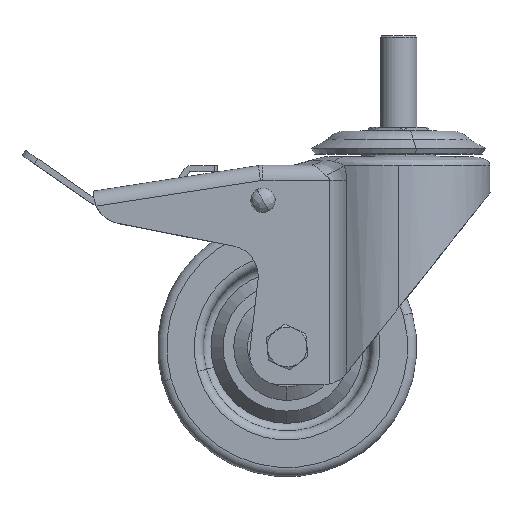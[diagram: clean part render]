
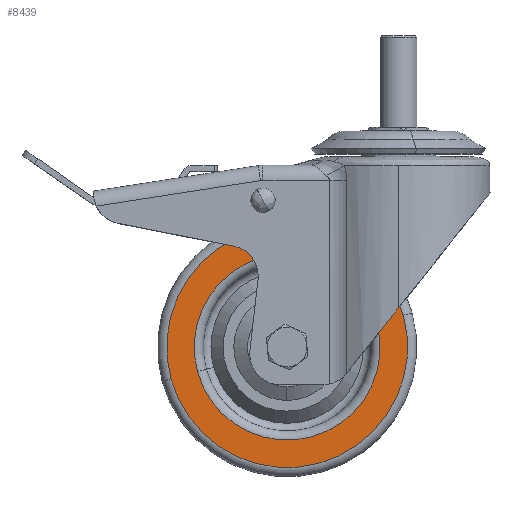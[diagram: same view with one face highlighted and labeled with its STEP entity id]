
A CAD part, top view. The second image highlights one B-rep face of the part: STEP entity #8439.
In plain terms, the highlighted planar face has unit normal (0, 0, 1).
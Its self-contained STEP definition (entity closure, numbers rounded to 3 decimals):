
#194 = DIRECTION ( 'NONE',  ( 1., 0., 0. ) ) ;
#774 = EDGE_CURVE ( 'NONE', #788, #5672, #7076, .T. ) ;
#788 = VERTEX_POINT ( 'NONE', #3828 ) ;
#803 = EDGE_LOOP ( 'NONE', ( #12689, #10099 ) ) ;
#1054 = ORIENTED_EDGE ( 'NONE', *, *, #5467, .T. ) ;
#1282 = CIRCLE ( 'NONE', #1869, 30.5 ) ;
#1813 = CARTESIAN_POINT ( 'NONE',  ( 0., 0., 11. ) ) ;
#1869 = AXIS2_PLACEMENT_3D ( 'NONE', #6510, #11810, #194 ) ;
#2006 = DIRECTION ( 'NONE',  ( 1., 0., 0. ) ) ;
#2647 = VERTEX_POINT ( 'NONE', #6712 ) ;
#3055 = CARTESIAN_POINT ( 'NONE',  ( 0., 0., 11. ) ) ;
#3828 = CARTESIAN_POINT ( 'NONE',  ( -39.5, 0., 11. ) ) ;
#4102 = DIRECTION ( 'NONE',  ( 0., 0., -1. ) ) ;
#4160 = DIRECTION ( 'NONE',  ( 1., 0., 0. ) ) ;
#5467 = EDGE_CURVE ( 'NONE', #5672, #788, #7514, .T. ) ;
#5544 = EDGE_CURVE ( 'NONE', #9423, #2647, #1282, .T. ) ;
#5672 = VERTEX_POINT ( 'NONE', #9552 ) ;
#6474 = FACE_BOUND ( 'NONE', #803, .T. ) ;
#6510 = CARTESIAN_POINT ( 'NONE',  ( 0., 0., 11. ) ) ;
#6712 = CARTESIAN_POINT ( 'NONE',  ( -30.5, 0., 11. ) ) ;
#7076 = CIRCLE ( 'NONE', #8044, 39.5 ) ;
#7211 = DIRECTION ( 'NONE',  ( 0., 0., 1. ) ) ;
#7424 = EDGE_CURVE ( 'NONE', #2647, #9423, #7978, .T. ) ;
#7514 = CIRCLE ( 'NONE', #13547, 39.5 ) ;
#7797 = ORIENTED_EDGE ( 'NONE', *, *, #774, .T. ) ;
#7950 = FACE_OUTER_BOUND ( 'NONE', #9346, .T. ) ;
#7978 = CIRCLE ( 'NONE', #13391, 30.5 ) ;
#8044 = AXIS2_PLACEMENT_3D ( 'NONE', #10060, #7211, #2006 ) ;
#8302 = AXIS2_PLACEMENT_3D ( 'NONE', #1813, #10242, #11225 ) ;
#8387 = DIRECTION ( 'NONE',  ( 0., 0., 1. ) ) ;
#8439 = ADVANCED_FACE ( 'NONE', ( #6474, #7950 ), #11129, .T. ) ;
#9346 = EDGE_LOOP ( 'NONE', ( #1054, #7797 ) ) ;
#9423 = VERTEX_POINT ( 'NONE', #13243 ) ;
#9552 = CARTESIAN_POINT ( 'NONE',  ( 39.5, 0., 11. ) ) ;
#10060 = CARTESIAN_POINT ( 'NONE',  ( 0., 0., 11. ) ) ;
#10099 = ORIENTED_EDGE ( 'NONE', *, *, #7424, .T. ) ;
#10242 = DIRECTION ( 'NONE',  ( 0., 0., 1. ) ) ;
#10366 = CARTESIAN_POINT ( 'NONE',  ( 0., 0., 11. ) ) ;
#11129 = PLANE ( 'NONE',  #8302 ) ;
#11225 = DIRECTION ( 'NONE',  ( 1., 0., 0. ) ) ;
#11459 = DIRECTION ( 'NONE',  ( 1., 0., 0. ) ) ;
#11810 = DIRECTION ( 'NONE',  ( 0., 0., -1. ) ) ;
#12689 = ORIENTED_EDGE ( 'NONE', *, *, #5544, .T. ) ;
#13243 = CARTESIAN_POINT ( 'NONE',  ( 30.5, 0., 11. ) ) ;
#13391 = AXIS2_PLACEMENT_3D ( 'NONE', #10366, #4102, #11459 ) ;
#13547 = AXIS2_PLACEMENT_3D ( 'NONE', #3055, #8387, #4160 ) ;
